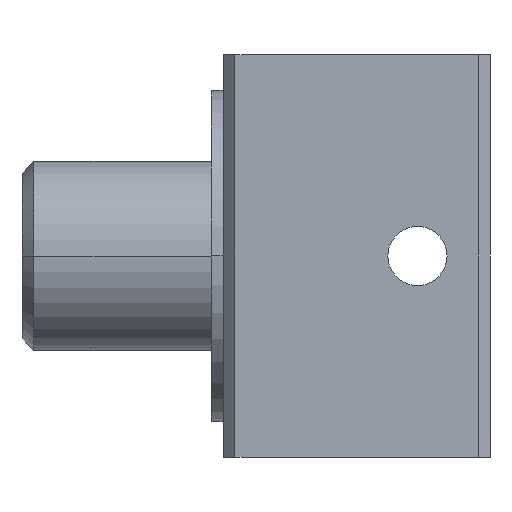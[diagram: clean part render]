
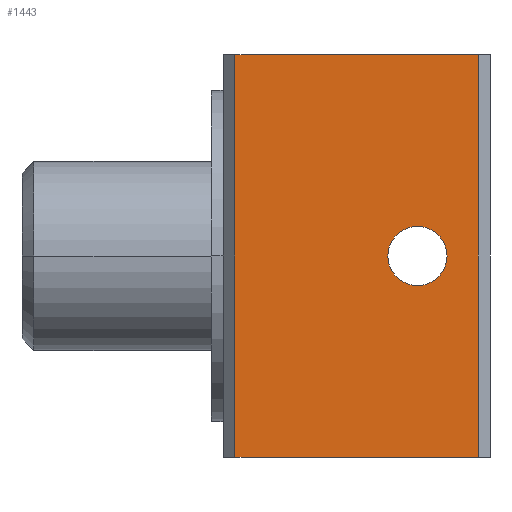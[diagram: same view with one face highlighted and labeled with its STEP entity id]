
A CAD part, front view. The second image highlights one B-rep face of the part: STEP entity #1443.
In plain terms, the highlighted planar face has unit normal (0, -1, 0).
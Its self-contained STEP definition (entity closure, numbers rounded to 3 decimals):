
#32 = DIRECTION ( 'NONE',  ( 0., 1., 0. ) ) ;
#33 = DIRECTION ( 'NONE',  ( 0., 0., 1. ) ) ;
#42 = CARTESIAN_POINT ( 'NONE',  ( -6.13, -47.5, 0. ) ) ;
#171 = DIRECTION ( 'NONE',  ( 0., 0., 1. ) ) ;
#175 = VERTEX_POINT ( 'NONE', #333 ) ;
#192 = CARTESIAN_POINT ( 'NONE',  ( -1., -47.5, 17. ) ) ;
#196 = CARTESIAN_POINT ( 'NONE',  ( -21.55, -47.5, -17. ) ) ;
#202 = VERTEX_POINT ( 'NONE', #316 ) ;
#207 = CARTESIAN_POINT ( 'NONE',  ( -6.13, -47.5, 0. ) ) ;
#215 = VERTEX_POINT ( 'NONE', #251 ) ;
#224 = CARTESIAN_POINT ( 'NONE',  ( -22.55, -47.5, 17. ) ) ;
#239 = VERTEX_POINT ( 'NONE', #192 ) ;
#245 = DIRECTION ( 'NONE',  ( 1., 0., 0. ) ) ;
#251 = CARTESIAN_POINT ( 'NONE',  ( -6.13, -47.5, -2.5 ) ) ;
#263 = CARTESIAN_POINT ( 'NONE',  ( -6.13, -47.5, 2.5 ) ) ;
#264 = CARTESIAN_POINT ( 'NONE',  ( -1., -47.5, -17. ) ) ;
#278 = CARTESIAN_POINT ( 'NONE',  ( -21.55, -47.5, 17. ) ) ;
#285 = VERTEX_POINT ( 'NONE', #263 ) ;
#290 = DIRECTION ( 'NONE',  ( 0., 0., 1. ) ) ;
#299 = VERTEX_POINT ( 'NONE', #278 ) ;
#302 = DIRECTION ( 'NONE',  ( 0., 0., -1. ) ) ;
#311 = DIRECTION ( 'NONE',  ( 0., 1., 0. ) ) ;
#316 = CARTESIAN_POINT ( 'NONE',  ( -21.55, -47.5, -17. ) ) ;
#333 = CARTESIAN_POINT ( 'NONE',  ( -1., -47.5, -17. ) ) ;
#418 = AXIS2_PLACEMENT_3D ( 'NONE', #42, #32, #33 ) ;
#429 = EDGE_CURVE ( 'NONE', #299, #202, #1191, .T. ) ;
#430 = EDGE_CURVE ( 'NONE', #299, #239, #1192, .T. ) ;
#431 = EDGE_CURVE ( 'NONE', #285, #215, #1185, .T. ) ;
#451 = EDGE_CURVE ( 'NONE', #175, #239, #1167, .T. ) ;
#452 = EDGE_CURVE ( 'NONE', #202, #175, #1165, .T. ) ;
#495 = AXIS2_PLACEMENT_3D ( 'NONE', #648, #674, #658 ) ;
#648 = CARTESIAN_POINT ( 'NONE',  ( -22.55, -47.5, -17. ) ) ;
#658 = DIRECTION ( 'NONE',  ( 0., 0., -1. ) ) ;
#669 = PLANE ( 'NONE',  #495 ) ;
#674 = DIRECTION ( 'NONE',  ( 0., -1., 0. ) ) ;
#692 = CARTESIAN_POINT ( 'NONE',  ( -22.55, -47.5, -17. ) ) ;
#693 = DIRECTION ( 'NONE',  ( 1., 0., 0. ) ) ;
#803 = EDGE_CURVE ( 'NONE', #215, #285, #931, .T. ) ;
#850 = AXIS2_PLACEMENT_3D ( 'NONE', #207, #311, #290 ) ;
#931 = CIRCLE ( 'NONE', #418, 2.5 ) ;
#969 = FACE_OUTER_BOUND ( 'NONE', #1402, .T. ) ;
#972 = ORIENTED_EDGE ( 'NONE', *, *, #429, .T. ) ;
#978 = ORIENTED_EDGE ( 'NONE', *, *, #431, .T. ) ;
#997 = FACE_BOUND ( 'NONE', #1391, .T. ) ;
#1155 = ORIENTED_EDGE ( 'NONE', *, *, #430, .F. ) ;
#1156 = ORIENTED_EDGE ( 'NONE', *, *, #803, .T. ) ;
#1164 = VECTOR ( 'NONE', #693, 1000. ) ;
#1165 = LINE ( 'NONE', #692, #1164 ) ;
#1167 = LINE ( 'NONE', #264, #1174 ) ;
#1174 = VECTOR ( 'NONE', #171, 1000. ) ;
#1185 = CIRCLE ( 'NONE', #850, 2.5 ) ;
#1189 = VECTOR ( 'NONE', #245, 1000. ) ;
#1191 = LINE ( 'NONE', #196, #1360 ) ;
#1192 = LINE ( 'NONE', #224, #1189 ) ;
#1243 = ORIENTED_EDGE ( 'NONE', *, *, #452, .T. ) ;
#1244 = ORIENTED_EDGE ( 'NONE', *, *, #451, .T. ) ;
#1360 = VECTOR ( 'NONE', #302, 1000. ) ;
#1391 = EDGE_LOOP ( 'NONE', ( #978, #1156 ) ) ;
#1402 = EDGE_LOOP ( 'NONE', ( #1155, #972, #1243, #1244 ) ) ;
#1443 = ADVANCED_FACE ( 'NONE', ( #997, #969 ), #669, .T. ) ;
